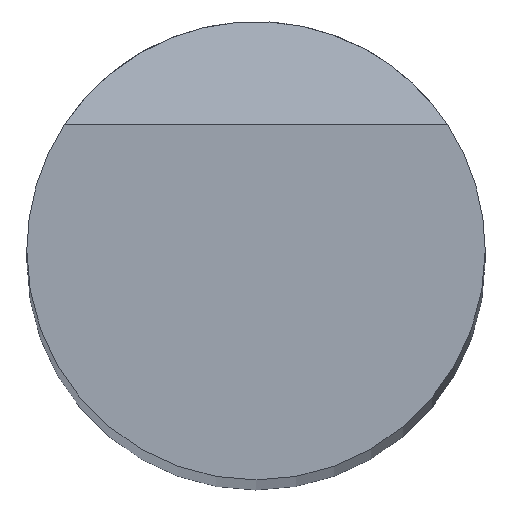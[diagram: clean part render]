
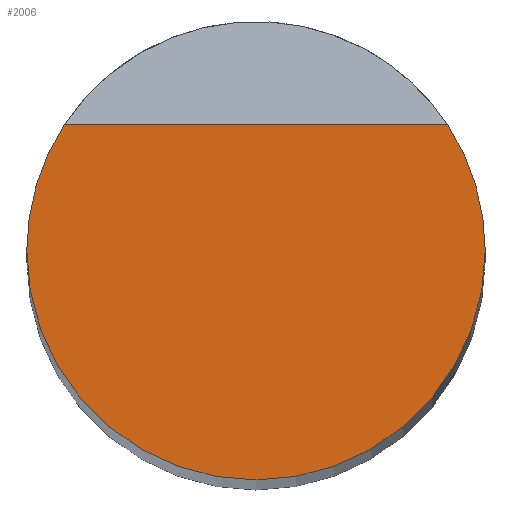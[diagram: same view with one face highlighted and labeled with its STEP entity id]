
A CAD part, top view. The second image highlights one B-rep face of the part: STEP entity #2006.
In plain terms, the highlighted planar face has unit normal (0, 0, 1).
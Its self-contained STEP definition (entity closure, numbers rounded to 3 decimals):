
#88 = DIRECTION ( 'NONE',  ( 1., 0., 0. ) ) ;
#267 = CIRCLE ( 'NONE', #1875, 20. ) ;
#470 = DIRECTION ( 'NONE',  ( 0., 0., 1. ) ) ;
#491 = CIRCLE ( 'NONE', #871, 20. ) ;
#590 = VERTEX_POINT ( 'NONE', #2448 ) ;
#646 = DIRECTION ( 'NONE',  ( 1., 0., 0. ) ) ;
#776 = CARTESIAN_POINT ( 'NONE',  ( 0., 0., 501.922 ) ) ;
#806 = CARTESIAN_POINT ( 'NONE',  ( 20., 0., 501.922 ) ) ;
#871 = AXIS2_PLACEMENT_3D ( 'NONE', #1175, #2457, #646 ) ;
#1054 = DIRECTION ( 'NONE',  ( 1., 0., 0. ) ) ;
#1073 = ORIENTED_EDGE ( 'NONE', *, *, #1322, .F. ) ;
#1088 = DIRECTION ( 'NONE',  ( 1., 0., 0. ) ) ;
#1148 = VECTOR ( 'NONE', #88, 1000. ) ;
#1155 = ORIENTED_EDGE ( 'NONE', *, *, #2907, .T. ) ;
#1169 = VERTEX_POINT ( 'NONE', #806 ) ;
#1175 = CARTESIAN_POINT ( 'NONE',  ( 0., 0., 501.922 ) ) ;
#1322 = EDGE_CURVE ( 'NONE', #1796, #590, #2394, .T. ) ;
#1381 = EDGE_CURVE ( 'NONE', #1796, #1852, #491, .T. ) ;
#1477 = CARTESIAN_POINT ( 'NONE',  ( -16.703, 11., 501.922 ) ) ;
#1518 = DIRECTION ( 'NONE',  ( 1., 0., 0. ) ) ;
#1622 = AXIS2_PLACEMENT_3D ( 'NONE', #2769, #470, #1088 ) ;
#1743 = PLANE ( 'NONE',  #1622 ) ;
#1789 = DIRECTION ( 'NONE',  ( 0., 0., 1. ) ) ;
#1796 = VERTEX_POINT ( 'NONE', #1477 ) ;
#1852 = VERTEX_POINT ( 'NONE', #3123 ) ;
#1875 = AXIS2_PLACEMENT_3D ( 'NONE', #776, #2308, #1054 ) ;
#1996 = FACE_OUTER_BOUND ( 'NONE', #2088, .T. ) ;
#2006 = ADVANCED_FACE ( 'NONE', ( #1996 ), #1743, .T. ) ;
#2088 = EDGE_LOOP ( 'NONE', ( #3127, #2628, #1155, #1073 ) ) ;
#2151 = CARTESIAN_POINT ( 'NONE',  ( 20.001, 11., 501.922 ) ) ;
#2308 = DIRECTION ( 'NONE',  ( 0., 0., 1. ) ) ;
#2394 = LINE ( 'NONE', #2151, #1148 ) ;
#2448 = CARTESIAN_POINT ( 'NONE',  ( 16.703, 11., 501.922 ) ) ;
#2457 = DIRECTION ( 'NONE',  ( 0., 0., 1. ) ) ;
#2508 = CARTESIAN_POINT ( 'NONE',  ( 0., 0., 501.922 ) ) ;
#2628 = ORIENTED_EDGE ( 'NONE', *, *, #2887, .T. ) ;
#2769 = CARTESIAN_POINT ( 'NONE',  ( 0., 0., 501.922 ) ) ;
#2887 = EDGE_CURVE ( 'NONE', #1852, #1169, #3212, .T. ) ;
#2907 = EDGE_CURVE ( 'NONE', #1169, #590, #267, .T. ) ;
#3108 = AXIS2_PLACEMENT_3D ( 'NONE', #2508, #1789, #1518 ) ;
#3123 = CARTESIAN_POINT ( 'NONE',  ( -20., 0., 501.922 ) ) ;
#3127 = ORIENTED_EDGE ( 'NONE', *, *, #1381, .T. ) ;
#3212 = CIRCLE ( 'NONE', #3108, 20. ) ;
